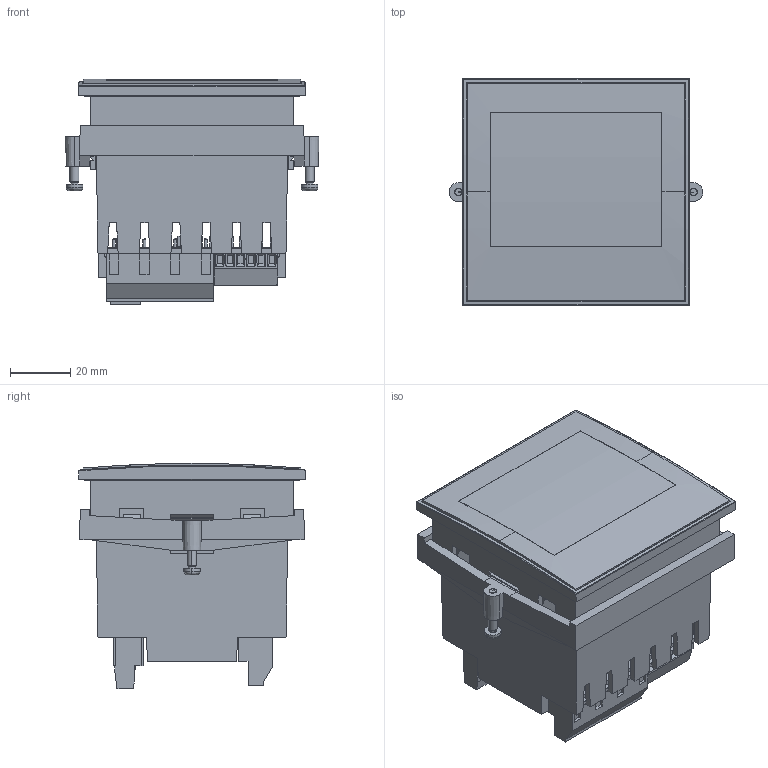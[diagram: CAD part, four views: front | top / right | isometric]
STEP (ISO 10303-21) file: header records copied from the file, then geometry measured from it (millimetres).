
FILE_DESCRIPTION (( 'STEP AP203' ), '1' );
FILE_NAME ('ADM100W-HPS.step', '2022-11-22T14:58:38', ( '' ), ( '' ), 'SwSTEP 2.0', 'SolidWorks 2021', '' );
FILE_SCHEMA (( 'CONFIG_CONTROL_DESIGN' ));
Length unit declared in the file: inch
Products named in the file (1): ADM100W-HPS
Bounding box: 84.22 x 75 x 74.67 mm (x, y, z)
Volume: 72885.2 mm3; surface area: 75197.5 mm2
Topology: 12 solids, 12 shells, 1416 faces, 3945 edges, 2599 vertices
Faces by surface type: plane 1145, cylinder 212, bspline 42, cone 13, sphere 4
Entity records: 45930 total; most frequent: CARTESIAN_POINT 9345, ORIENTED_EDGE 7874, DIRECTION 7091, EDGE_CURVE 3937, VECTOR 3345, LINE 3345, VERTEX_POINT 2595, AXIS2_PLACEMENT_3D 1873
